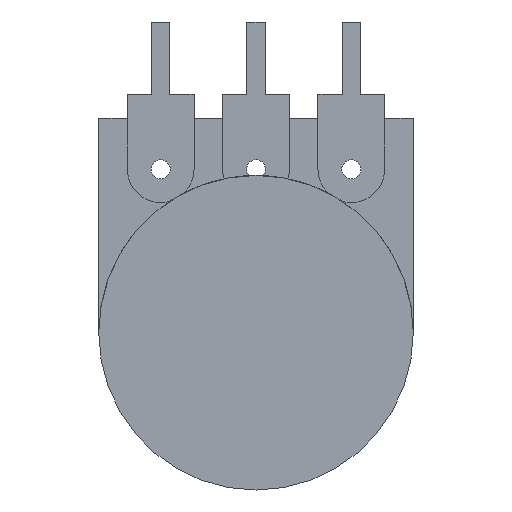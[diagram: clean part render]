
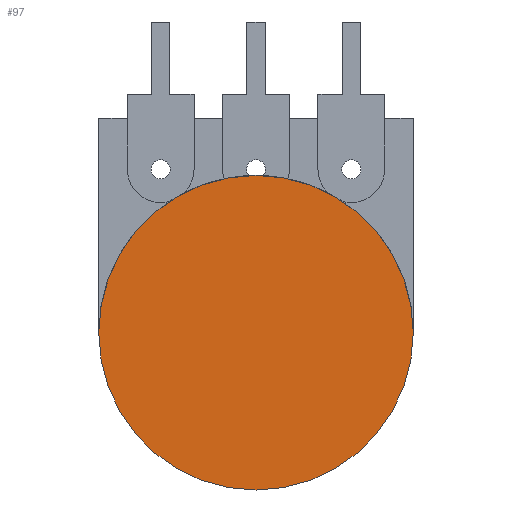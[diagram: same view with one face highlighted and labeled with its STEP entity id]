
A CAD part, front view. The second image highlights one B-rep face of the part: STEP entity #97.
In plain terms, the highlighted planar face has unit normal (0, -1, 0).
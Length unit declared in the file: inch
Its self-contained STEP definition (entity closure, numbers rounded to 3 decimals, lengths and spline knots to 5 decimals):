
#89 = ORIENTED_EDGE ( 'NONE', *, *, #1805, .F. ) ;
#97 = ADVANCED_FACE ( 'NONE', ( #1314 ), #2490, .F. ) ;
#170 = AXIS2_PLACEMENT_3D ( 'NONE', #819, #1190, #266 ) ;
#181 = DIRECTION ( 'NONE',  ( 0., 0., 1. ) ) ;
#266 = DIRECTION ( 'NONE',  ( 0., 0., 1. ) ) ;
#287 = CIRCLE ( 'NONE', #1077, 0.33 ) ;
#336 = DIRECTION ( 'NONE',  ( 0., 1., 0. ) ) ;
#569 = VERTEX_POINT ( 'NONE', #892 ) ;
#659 = AXIS2_PLACEMENT_3D ( 'NONE', #1910, #1475, #1517 ) ;
#753 = CARTESIAN_POINT ( 'NONE',  ( 0., 0., 0.33 ) ) ;
#819 = CARTESIAN_POINT ( 'NONE',  ( 0., 0., 0. ) ) ;
#892 = CARTESIAN_POINT ( 'NONE',  ( 0., 0., -0.33 ) ) ;
#910 = EDGE_CURVE ( 'NONE', #2098, #569, #287, .T. ) ;
#1077 = AXIS2_PLACEMENT_3D ( 'NONE', #1335, #336, #181 ) ;
#1190 = DIRECTION ( 'NONE',  ( 0., 1., 0. ) ) ;
#1314 = FACE_OUTER_BOUND ( 'NONE', #1348, .T. ) ;
#1335 = CARTESIAN_POINT ( 'NONE',  ( 0., 0., 0. ) ) ;
#1348 = EDGE_LOOP ( 'NONE', ( #1806, #89 ) ) ;
#1475 = DIRECTION ( 'NONE',  ( 0., 1., 0. ) ) ;
#1517 = DIRECTION ( 'NONE',  ( 0., 0., 1. ) ) ;
#1805 = EDGE_CURVE ( 'NONE', #569, #2098, #2218, .T. ) ;
#1806 = ORIENTED_EDGE ( 'NONE', *, *, #910, .F. ) ;
#1910 = CARTESIAN_POINT ( 'NONE',  ( 0., 0., 0. ) ) ;
#2098 = VERTEX_POINT ( 'NONE', #753 ) ;
#2218 = CIRCLE ( 'NONE', #170, 0.33 ) ;
#2490 = PLANE ( 'NONE',  #659 ) ;
